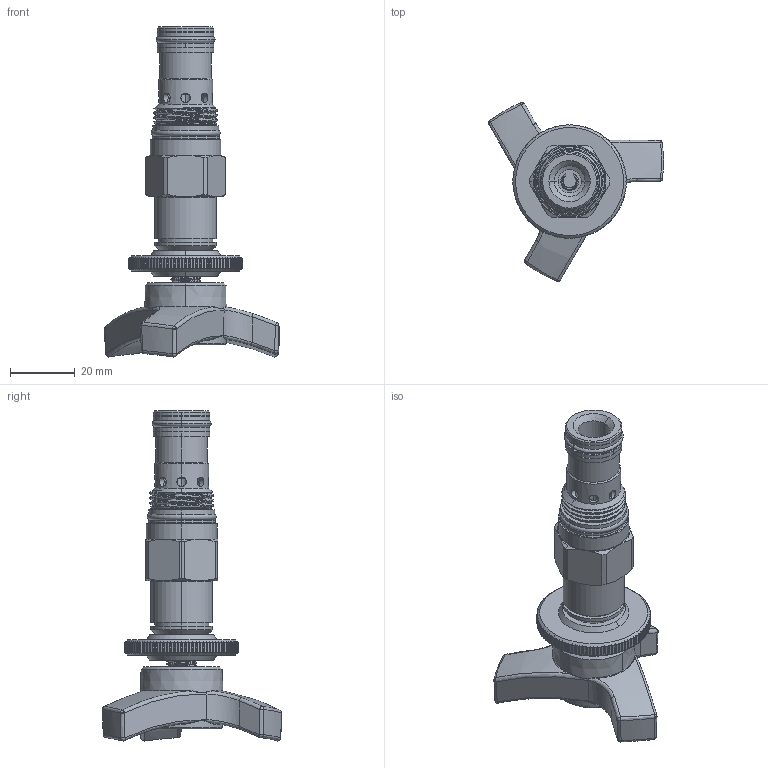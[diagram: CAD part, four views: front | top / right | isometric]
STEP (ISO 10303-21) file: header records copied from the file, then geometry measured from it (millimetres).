
FILE_DESCRIPTION (( 'STEP AP203' ), '1' );
FILE_NAME ('NV13A20-T.STEP', '2016-07-06T01:07:54', ( '' ), ( '' ), 'SwSTEP 2.0', 'SolidWorks 2012', '' );
FILE_SCHEMA (( 'CONFIG_CONTROL_DESIGN' ));
Products named in the file (1): NV13A20-T
Bounding box: 54.02 x 55.33 x 101.85 mm (x, y, z)
Volume: 39609.4 mm3; surface area: 19249.6 mm2
Topology: 9 solids, 9 shells, 1000 faces, 2674 edges, 1695 vertices
Faces by surface type: plane 358, cylinder 298, bspline 160, cone 115, sphere 40, torus 29
Entity records: 95239 total; most frequent: CARTESIAN_POINT 72785, ORIENTED_EDGE 5270, DIRECTION 3989, EDGE_CURVE 2635, VERTEX_POINT 1689, AXIS2_PLACEMENT_3D 1565, EDGE_LOOP 1050, FACE_OUTER_BOUND 1000
